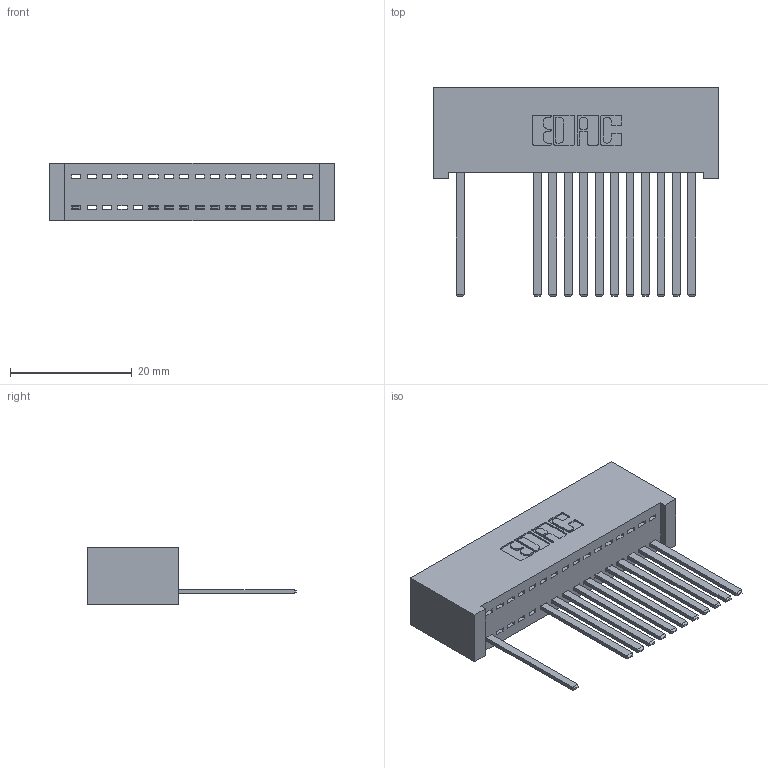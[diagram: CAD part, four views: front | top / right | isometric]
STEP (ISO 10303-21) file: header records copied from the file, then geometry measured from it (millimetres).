
FILE_DESCRIPTION (( 'STEP AP203' ), '1' );
FILE_NAME ('392-016-544-101.STEP', '2018-08-15T02:13:26', ( '' ), ( '' ), 'SwSTEP 2.0', 'SolidWorks 2016', '' );
FILE_SCHEMA (( 'CONFIG_CONTROL_DESIGN' ));
Length unit declared in the file: inch
Products named in the file (3): 345-292-001_345-293-144; 392-016-544-101; 342 Part_Lugless
Assembly tree (13 placements, depth 2):
  392-016-544-101
    342 Part_Lugless
    345-292-001_345-293-144  x12
Bounding box: 46.89 x 34.3 x 9.4 mm (x, y, z)
Volume: 4517.6 mm3; surface area: 6630.2 mm2
Topology: 13 solids, 13 shells, 774 faces, 2339 edges, 1542 vertices
Faces by surface type: plane 566, cylinder 208
Entity records: 12423 total; most frequent: CARTESIAN_POINT 2170, ORIENTED_EDGE 2126, DIRECTION 1867, EDGE_CURVE 1063, VECTOR 947, LINE 947, VERTEX_POINT 706, AXIS2_PLACEMENT_3D 460
